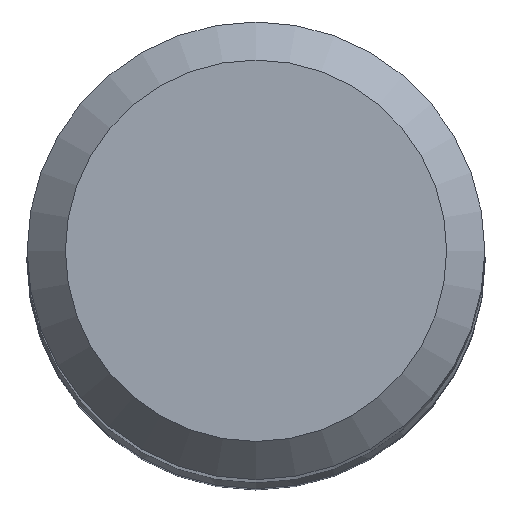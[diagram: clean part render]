
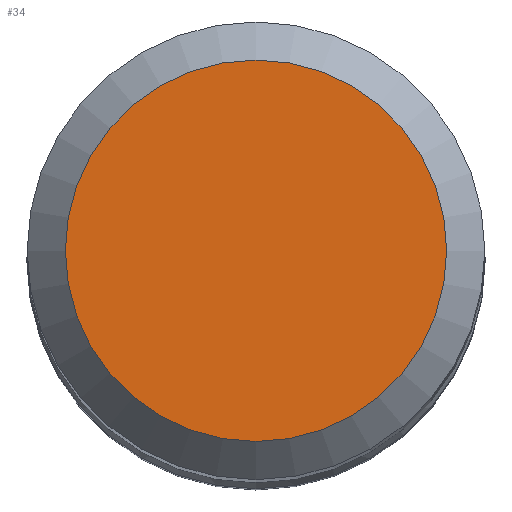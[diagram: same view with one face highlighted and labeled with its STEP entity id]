
A CAD part, top view. The second image highlights one B-rep face of the part: STEP entity #34.
In plain terms, the highlighted planar face has unit normal (0, 0, 1).
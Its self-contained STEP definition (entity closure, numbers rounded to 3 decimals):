
#1 = DIRECTION ( 'NONE',  ( 0., 0., -1. ) ) ;
#5 = AXIS2_PLACEMENT_3D ( 'NONE', #170, #1, #218 ) ;
#9 = DIRECTION ( 'NONE',  ( 0., 0., -1. ) ) ;
#14 = VERTEX_POINT ( 'NONE', #98 ) ;
#34 = ADVANCED_FACE ( 'NONE', ( #152 ), #105, .F. ) ;
#60 = EDGE_LOOP ( 'NONE', ( #225 ) ) ;
#98 = CARTESIAN_POINT ( 'NONE',  ( 0., 5., 151. ) ) ;
#100 = AXIS2_PLACEMENT_3D ( 'NONE', #143, #9, #224 ) ;
#105 = PLANE ( 'NONE',  #5 ) ;
#143 = CARTESIAN_POINT ( 'NONE',  ( 0., 0., 151. ) ) ;
#152 = FACE_OUTER_BOUND ( 'NONE', #60, .T. ) ;
#170 = CARTESIAN_POINT ( 'NONE',  ( 0., 0., 151. ) ) ;
#218 = DIRECTION ( 'NONE',  ( 0., 1., 0. ) ) ;
#221 = CIRCLE ( 'NONE', #100, 5. ) ;
#224 = DIRECTION ( 'NONE',  ( 0., 1., 0. ) ) ;
#225 = ORIENTED_EDGE ( 'NONE', *, *, #274, .F. ) ;
#274 = EDGE_CURVE ( 'NONE', #14, #14, #221, .T. ) ;
